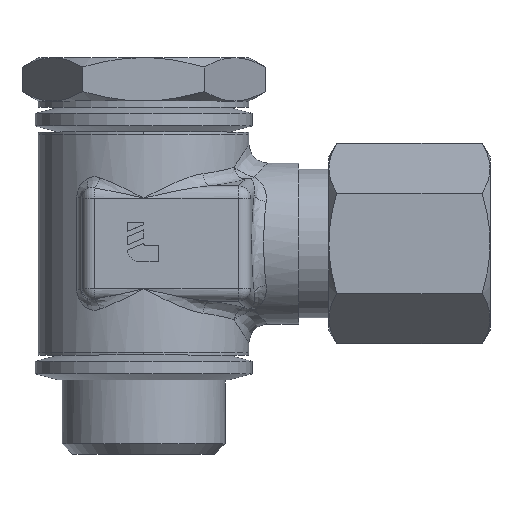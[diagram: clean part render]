
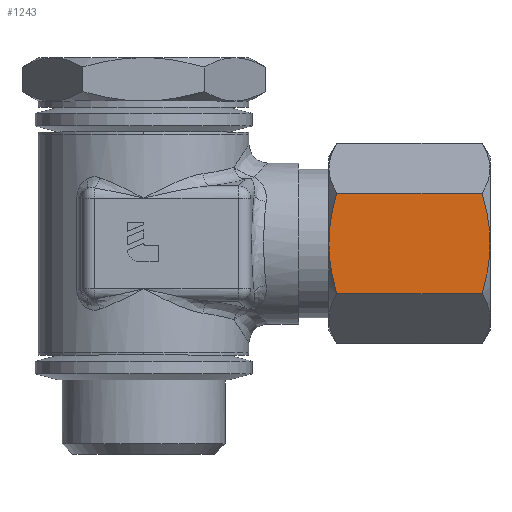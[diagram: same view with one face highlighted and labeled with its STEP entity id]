
A CAD part, top view. The second image highlights one B-rep face of the part: STEP entity #1243.
In plain terms, the highlighted planar face has unit normal (0, 0, 1).
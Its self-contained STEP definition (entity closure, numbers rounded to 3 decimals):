
#1243=ADVANCED_FACE('',(#2708),#2709,.T.);
#2708=FACE_OUTER_BOUND('',#9774,.T.);
#2709=PLANE('',#9775);
#9774=EDGE_LOOP('',(#15340,#15341,#15342,#15343,#15344,#15345));
#9775=AXIS2_PLACEMENT_3D('',#15346,#15347,#15348);
#15340=ORIENTED_EDGE('',*,*,#18671,.T.);
#15341=ORIENTED_EDGE('',*,*,#18116,.F.);
#15342=ORIENTED_EDGE('',*,*,#18672,.F.);
#15343=ORIENTED_EDGE('',*,*,#17829,.F.);
#15344=ORIENTED_EDGE('',*,*,#18165,.T.);
#15345=ORIENTED_EDGE('',*,*,#18673,.T.);
#15346=CARTESIAN_POINT('',(27.952,-4.041,7.0));
#15347=DIRECTION('',(0.0,0.0,1.0));
#15348=DIRECTION('',(0.0,-1.0,0.0));
#17829=EDGE_CURVE('',#20404,#20406,#20407,.T.);
#18116=EDGE_CURVE('',#20825,#20828,#20829,.T.);
#18165=EDGE_CURVE('',#20404,#20895,#20897,.T.);
#18671=EDGE_CURVE('',#21556,#20828,#21557,.T.);
#18672=EDGE_CURVE('',#20406,#20825,#21558,.T.);
#18673=EDGE_CURVE('',#20895,#21556,#21559,.T.);
#20404=VERTEX_POINT('',#31425);
#20406=VERTEX_POINT('',#31436);
#20407=LINE('',#31437,#31438);
#20825=VERTEX_POINT('',#34764);
#20828=VERTEX_POINT('',#34767);
#20829=(B_SPLINE_CURVE(2,(#34769,#34770,#34771),.UNSPECIFIED.,.F.,.F.)B_SPLINE_CURVE_WITH_KNOTS((3,3),(3.352,4.48),.UNSPECIFIED.)RATIONAL_B_SPLINE_CURVE((2.732,2.732,2.536))BOUNDED_CURVE()REPRESENTATION_ITEM('')GEOMETRIC_REPRESENTATION_ITEM()CURVE());
#20895=VERTEX_POINT('',#35318);
#20897=(B_SPLINE_CURVE(2,(#35321,#35322,#35323),.UNSPECIFIED.,.F.,.F.)B_SPLINE_CURVE_WITH_KNOTS((3,3),(2.224,3.352),.UNSPECIFIED.)RATIONAL_B_SPLINE_CURVE((2.536,2.732,2.732))BOUNDED_CURVE()REPRESENTATION_ITEM('')GEOMETRIC_REPRESENTATION_ITEM()CURVE());
#21556=VERTEX_POINT('',#40822);
#21557=LINE('',#40823,#40824);
#21558=(B_SPLINE_CURVE(2,(#40826,#40827,#40828),.UNSPECIFIED.,.F.,.F.)B_SPLINE_CURVE_WITH_KNOTS((3,3),(2.224,3.352),.UNSPECIFIED.)RATIONAL_B_SPLINE_CURVE((2.536,2.732,2.732))BOUNDED_CURVE()REPRESENTATION_ITEM('')GEOMETRIC_REPRESENTATION_ITEM()CURVE());
#21559=(B_SPLINE_CURVE(2,(#40836,#40837,#40838),.UNSPECIFIED.,.F.,.F.)B_SPLINE_CURVE_WITH_KNOTS((3,3),(3.352,4.48),.UNSPECIFIED.)RATIONAL_B_SPLINE_CURVE((2.732,2.732,2.536))BOUNDED_CURVE()REPRESENTATION_ITEM('')GEOMETRIC_REPRESENTATION_ITEM()CURVE());
#31425=CARTESIAN_POINT('',(27.326,-4.041,7.0));
#31436=CARTESIAN_POINT('',(15.577,-4.041,7.0));
#31437=CARTESIAN_POINT('',(27.326,-4.041,7.0));
#31438=VECTOR('',#43691,11.75);
#34764=CARTESIAN_POINT('',(14.952,0.,7.0));
#34767=CARTESIAN_POINT('',(15.577,4.041,7.0));
#34769=CARTESIAN_POINT('',(14.952,0.,7.0));
#34770=CARTESIAN_POINT('',(14.952,1.876,7.0));
#34771=CARTESIAN_POINT('',(15.577,4.041,7.0));
#35318=CARTESIAN_POINT('',(27.952,0.,7.0));
#35321=CARTESIAN_POINT('',(27.326,-4.041,7.0));
#35322=CARTESIAN_POINT('',(27.952,-1.876,7.0));
#35323=CARTESIAN_POINT('',(27.952,0.,7.0));
#40822=CARTESIAN_POINT('',(27.326,4.041,7.0));
#40823=CARTESIAN_POINT('',(27.326,4.041,7.0));
#40824=VECTOR('',#44472,11.75);
#40826=CARTESIAN_POINT('',(15.577,-4.041,7.0));
#40827=CARTESIAN_POINT('',(14.952,-1.876,7.0));
#40828=CARTESIAN_POINT('',(14.952,0.,7.0));
#40836=CARTESIAN_POINT('',(27.952,0.,7.0));
#40837=CARTESIAN_POINT('',(27.952,1.876,7.0));
#40838=CARTESIAN_POINT('',(27.326,4.041,7.0));
#43691=DIRECTION('',(-1.0,0.0,0.0));
#44472=DIRECTION('',(-1.0,0.0,0.0));
